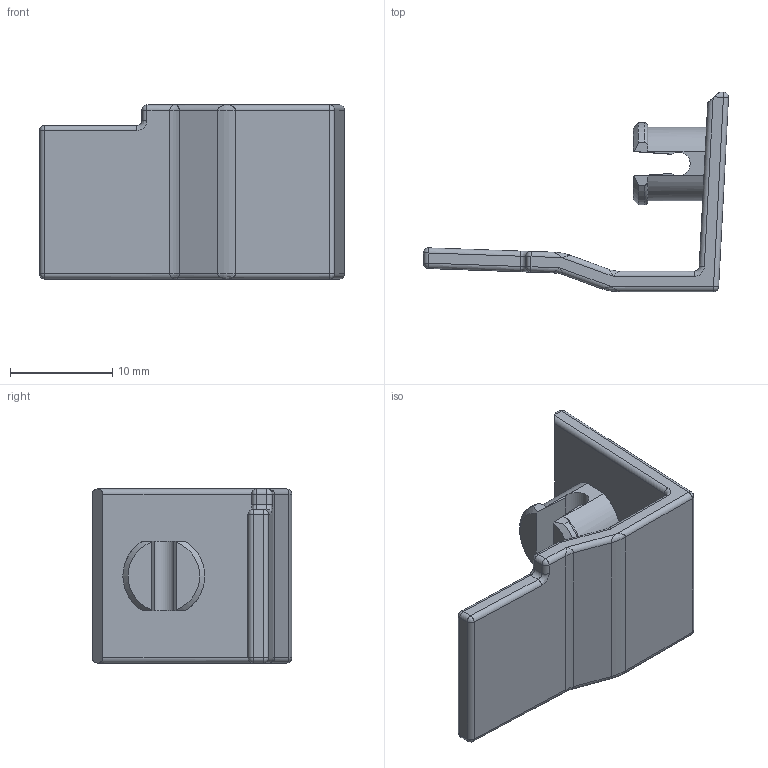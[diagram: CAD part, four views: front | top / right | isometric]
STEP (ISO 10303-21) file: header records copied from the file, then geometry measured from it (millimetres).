
FILE_DESCRIPTION((''),'2;1');
FILE_NAME('0000022159','2022-03-31T08:21:02',('klemen.sitar'),('Audax d.o.o.'),'CREO PARAMETRIC BY PTC INC, 2021304','CREO PARAMETRIC BY PTC INC, 2021304','');
FILE_SCHEMA(('AP242_MANAGED_MODEL_BASED_3D_ENGINEERING_MIM_LF { 1 0 10303 442 1 1 4 }'));
Length unit declared in the file: millimetre
Products named in the file (1): 0000022159
Bounding box: 29.79 x 19.5 x 17 mm (x, y, z)
Volume: 1731.8 mm3; surface area: 1941.8 mm2
Topology: 1 solids, 1 shells, 89 faces, 197 edges, 112 vertices
Faces by surface type: cylinder 40, plane 23, bspline 10, sphere 10, torus 4, cone 2
Entity records: 5105 total; most frequent: CARTESIAN_POINT 1998, DIRECTION 407, ORIENTED_EDGE 392, COLOUR_RGB 319, PRESENTATION_STYLE_ASSIGNMENT 203, STYLED_ITEM 203, CURVE_STYLE 198, EDGE_CURVE 196
